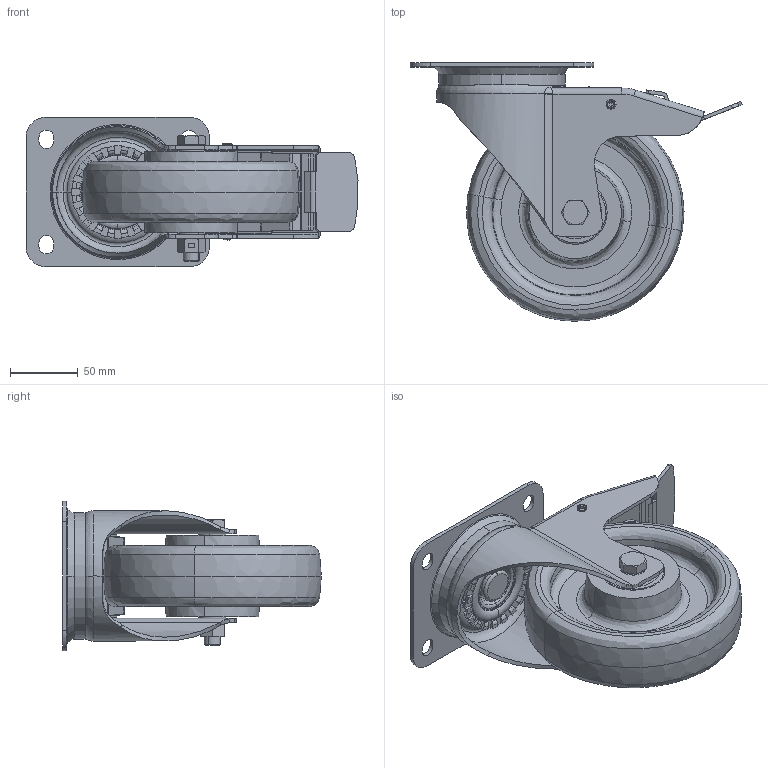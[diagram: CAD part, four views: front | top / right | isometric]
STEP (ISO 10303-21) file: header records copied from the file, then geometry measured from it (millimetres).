
FILE_DESCRIPTION (( 'STEP AP214' ), '1' );
FILE_NAME ('0056421.step', '2023-08-02T10:45:05', ( '' ), ( '' ), 'SwSTEP 2.0', 'SolidWorks 2020', '' );
FILE_SCHEMA (( 'AUTOMOTIVE_DESIGN' ));
Length unit declared in the file: millimetre
Products named in the file (1): 0056421
Bounding box: 244.14 x 190 x 110 mm (x, y, z)
Surface area: 239344.5 mm2 (no closed solid volume)
Topology: 0 solids, 27 shells, 773 faces, 2109 edges, 1372 vertices
Faces by surface type: plane 257, cylinder 215, torus 144, cone 88, bspline 55, sphere 14
Entity records: 39222 total; most frequent: CARTESIAN_POINT 11101, DIRECTION 4310, ORIENTED_EDGE 3715, EDGE_CURVE 2109, AXIS2_PLACEMENT_3D 1744, VERTEX_POINT 1372, CIRCLE 1025, EDGE_LOOP 843
